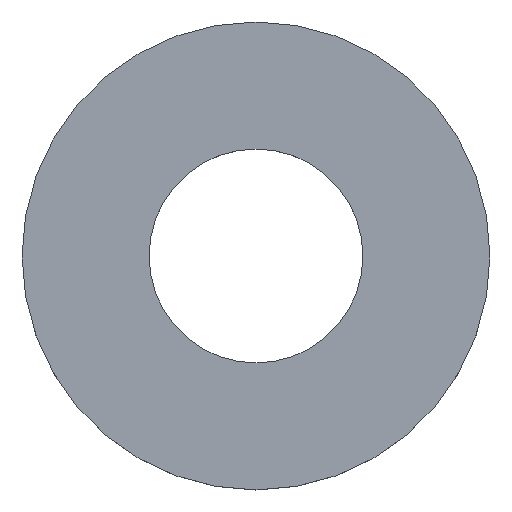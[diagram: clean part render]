
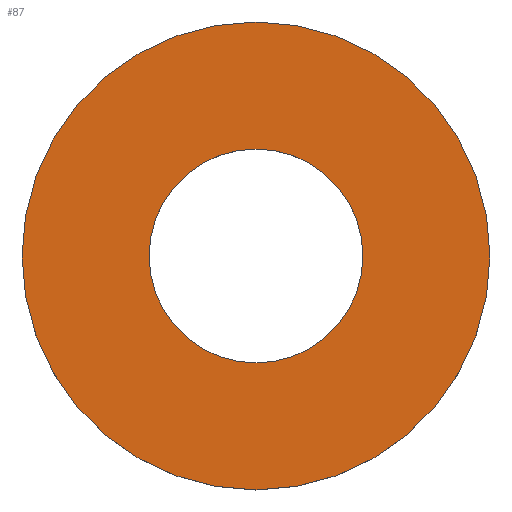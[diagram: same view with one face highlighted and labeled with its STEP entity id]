
A CAD part, top view. The second image highlights one B-rep face of the part: STEP entity #87.
In plain terms, the highlighted planar face has unit normal (0, 0, 1).
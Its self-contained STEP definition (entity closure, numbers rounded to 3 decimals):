
#19=FACE_BOUND('',#30,.T.);
#21=PLANE('',#112);
#25=FACE_OUTER_BOUND('',#29,.T.);
#29=EDGE_LOOP('',(#75,#76));
#30=EDGE_LOOP('',(#77,#78));
#37=CIRCLE('',#103,1.6);
#40=CIRCLE('',#106,1.6);
#42=CIRCLE('',#109,3.5);
#43=CIRCLE('',#110,3.5);
#45=VERTEX_POINT('',#150);
#46=VERTEX_POINT('',#151);
#51=VERTEX_POINT('',#163);
#52=VERTEX_POINT('',#165);
#53=EDGE_CURVE('',#45,#46,#37,.T.);
#57=EDGE_CURVE('',#46,#45,#40,.T.);
#60=EDGE_CURVE('',#52,#51,#42,.T.);
#61=EDGE_CURVE('',#51,#52,#43,.T.);
#75=ORIENTED_EDGE('',*,*,#60,.T.);
#76=ORIENTED_EDGE('',*,*,#61,.T.);
#77=ORIENTED_EDGE('',*,*,#53,.F.);
#78=ORIENTED_EDGE('',*,*,#57,.F.);
#87=ADVANCED_FACE('',(#25,#19),#21,.T.);
#103=AXIS2_PLACEMENT_3D('',#152,#121,#122);
#106=AXIS2_PLACEMENT_3D('',#158,#128,#129);
#109=AXIS2_PLACEMENT_3D('',#166,#135,#136);
#110=AXIS2_PLACEMENT_3D('',#167,#137,#138);
#112=AXIS2_PLACEMENT_3D('',#169,#141,#142);
#121=DIRECTION('center_axis',(0.,0.,1.));
#122=DIRECTION('ref_axis',(1.,0.,0.));
#128=DIRECTION('center_axis',(0.,0.,1.));
#129=DIRECTION('ref_axis',(1.,0.,0.));
#135=DIRECTION('center_axis',(0.,0.,1.));
#136=DIRECTION('ref_axis',(1.,0.,0.));
#137=DIRECTION('center_axis',(0.,0.,1.));
#138=DIRECTION('ref_axis',(1.,0.,0.));
#141=DIRECTION('center_axis',(0.,0.,1.));
#142=DIRECTION('ref_axis',(1.,0.,0.));
#150=CARTESIAN_POINT('',(-1.6,0.,0.6));
#151=CARTESIAN_POINT('',(1.6,0.,0.6));
#152=CARTESIAN_POINT('Origin',(0.,0.,0.6));
#158=CARTESIAN_POINT('Origin',(0.,0.,0.6));
#163=CARTESIAN_POINT('',(3.5,0.,0.6));
#165=CARTESIAN_POINT('',(-3.5,0.,0.6));
#166=CARTESIAN_POINT('Origin',(0.,0.,0.6));
#167=CARTESIAN_POINT('Origin',(0.,0.,0.6));
#169=CARTESIAN_POINT('Origin',(0.,0.,0.6));
